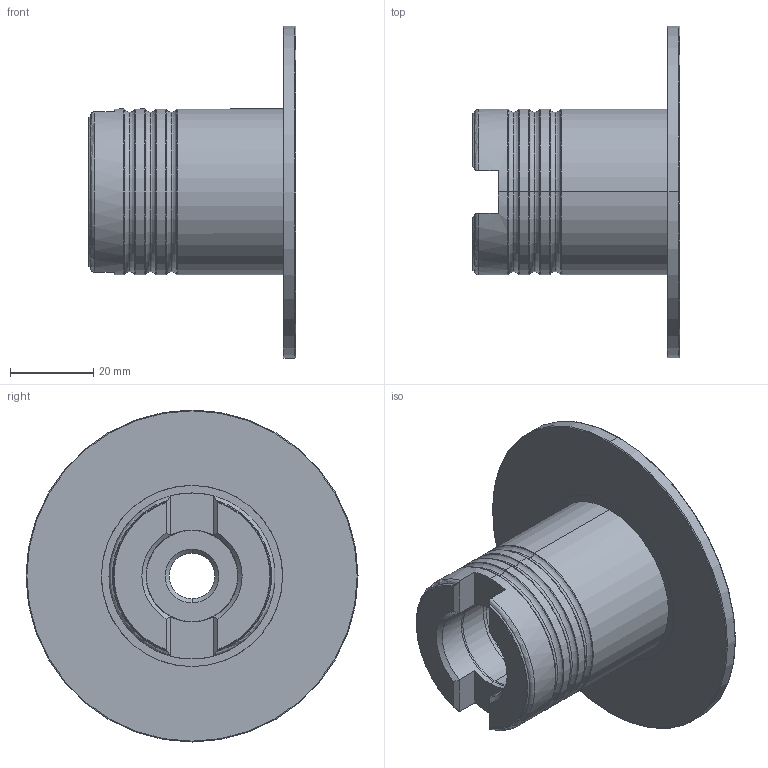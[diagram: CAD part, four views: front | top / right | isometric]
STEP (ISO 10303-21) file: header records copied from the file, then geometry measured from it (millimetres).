
FILE_DESCRIPTION (( 'STEP AP214' ), '1' );
FILE_NAME ('TFA-080-305-S08-7.STEP', '2019-05-29T12:19:56', ( '' ), ( '' ), 'SwSTEP 2.0', 'SolidWorks 2018', '' );
FILE_SCHEMA (( 'AUTOMOTIVE_DESIGN' ));
Length unit declared in the file: millimetre
Products named in the file (3): JSCHF162_1 pk; JSCHF162 pk_Kontrolle; TFA-080-305-S08-7
Assembly tree (2 placements, depth 2):
  TFA-080-305-S08-7
    JSCHF162_1 pk
    JSCHF162 pk_Kontrolle
Bounding box: 50 x 80 x 80 mm (x, y, z)
Volume: 59562.8 mm3; surface area: 21475.2 mm2
Topology: 2 solids, 2 shells, 177 faces, 432 edges, 247 vertices
Faces by surface type: cylinder 75, cone 50, torus 32, plane 20
Entity records: 5582 total; most frequent: DIRECTION 1010, CARTESIAN_POINT 935, ORIENTED_EDGE 836, AXIS2_PLACEMENT_3D 430, EDGE_CURVE 418, CIRCLE 248, VERTEX_POINT 247, EDGE_LOOP 211
